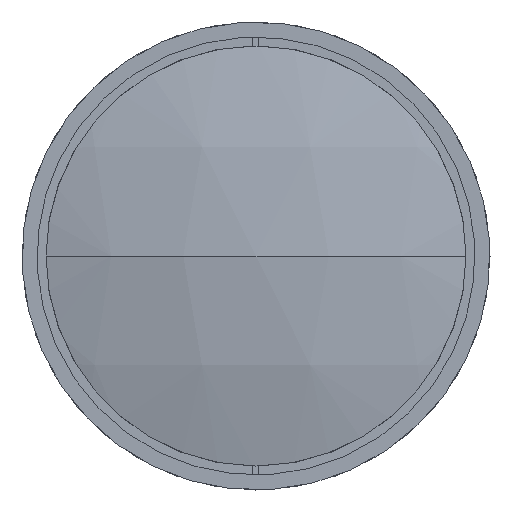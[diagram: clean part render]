
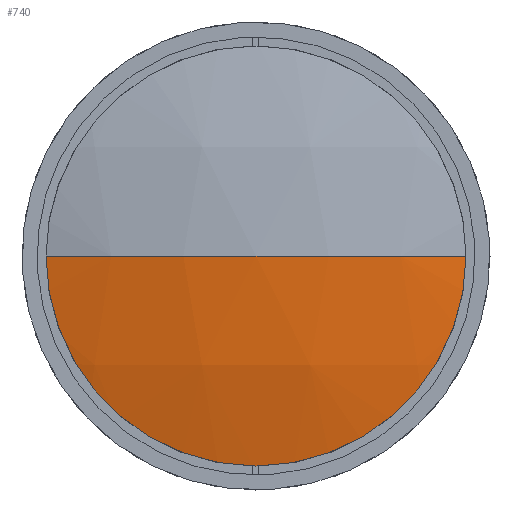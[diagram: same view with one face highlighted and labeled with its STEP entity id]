
A CAD part, left-side view. The second image highlights one B-rep face of the part: STEP entity #740.
In plain terms, the highlighted spherical face has radius 137.9 mm.
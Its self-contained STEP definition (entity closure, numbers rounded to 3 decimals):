
#40 = VERTEX_POINT ( 'NONE', #1004 ) ;
#220 = DIRECTION ( 'NONE',  ( -1., 0., 0. ) ) ;
#222 = EDGE_LOOP ( 'NONE', ( #1182, #244, #989 ) ) ;
#244 = ORIENTED_EDGE ( 'NONE', *, *, #838, .T. ) ;
#341 = FACE_OUTER_BOUND ( 'NONE', #222, .T. ) ;
#419 = AXIS2_PLACEMENT_3D ( 'NONE', #1396, #220, #1600 ) ;
#441 = CARTESIAN_POINT ( 'NONE',  ( 4.782, 36., 0. ) ) ;
#462 = CIRCLE ( 'NONE', #938, 137.9 ) ;
#491 = DIRECTION ( 'NONE',  ( 0., 0., 1. ) ) ;
#638 = CARTESIAN_POINT ( 'NONE',  ( 137.9, 0., 0. ) ) ;
#686 = EDGE_CURVE ( 'NONE', #870, #957, #462, .T. ) ;
#740 = ADVANCED_FACE ( 'NONE', ( #341 ), #1869, .T. ) ;
#838 = EDGE_CURVE ( 'NONE', #40, #957, #2187, .T. ) ;
#845 = DIRECTION ( 'NONE',  ( 0., 1., 0. ) ) ;
#848 = AXIS2_PLACEMENT_3D ( 'NONE', #638, #2023, #845 ) ;
#870 = VERTEX_POINT ( 'NONE', #441 ) ;
#902 = CARTESIAN_POINT ( 'NONE',  ( 137.9, 0., 0. ) ) ;
#938 = AXIS2_PLACEMENT_3D ( 'NONE', #1687, #491, #1890 ) ;
#957 = VERTEX_POINT ( 'NONE', #2048 ) ;
#989 = ORIENTED_EDGE ( 'NONE', *, *, #686, .F. ) ;
#1004 = CARTESIAN_POINT ( 'NONE',  ( 4.782, -36., 0. ) ) ;
#1101 = DIRECTION ( 'NONE',  ( 0., 0., -1. ) ) ;
#1182 = ORIENTED_EDGE ( 'NONE', *, *, #1255, .T. ) ;
#1255 = EDGE_CURVE ( 'NONE', #870, #40, #1857, .T. ) ;
#1396 = CARTESIAN_POINT ( 'NONE',  ( 4.782, 0., 0. ) ) ;
#1600 = DIRECTION ( 'NONE',  ( 0., 0., 1. ) ) ;
#1608 = AXIS2_PLACEMENT_3D ( 'NONE', #902, #1101, #1707 ) ;
#1687 = CARTESIAN_POINT ( 'NONE',  ( 137.9, 0., 0. ) ) ;
#1707 = DIRECTION ( 'NONE',  ( 0., 1., 0. ) ) ;
#1857 = CIRCLE ( 'NONE', #419, 36. ) ;
#1869 = SPHERICAL_SURFACE ( 'NONE', #1608, 137.9 ) ;
#1890 = DIRECTION ( 'NONE',  ( 1., 0., 0. ) ) ;
#2023 = DIRECTION ( 'NONE',  ( 0., 0., -1. ) ) ;
#2048 = CARTESIAN_POINT ( 'NONE',  ( 0., 0., 0. ) ) ;
#2187 = CIRCLE ( 'NONE', #848, 137.9 ) ;
